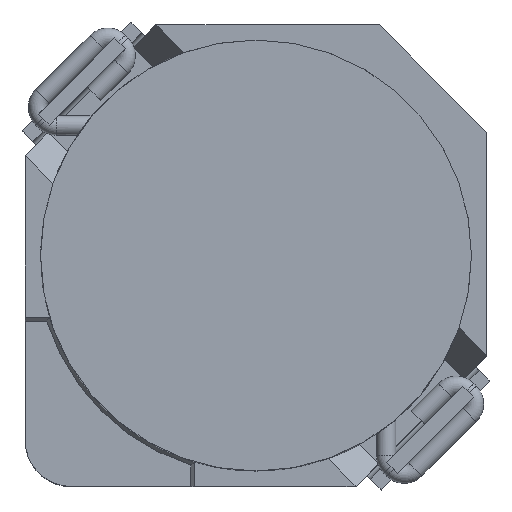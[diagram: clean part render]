
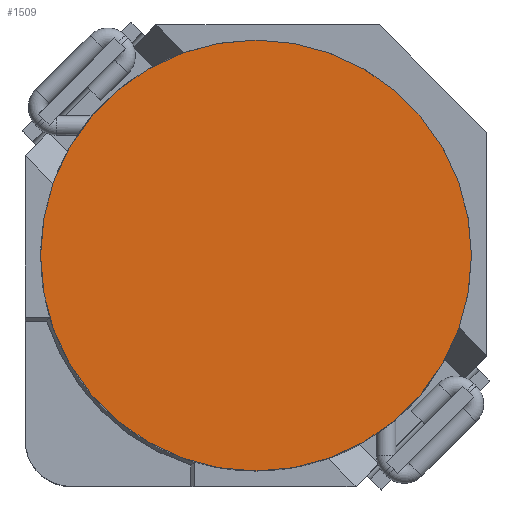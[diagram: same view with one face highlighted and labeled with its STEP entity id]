
A CAD part, top view. The second image highlights one B-rep face of the part: STEP entity #1509.
In plain terms, the highlighted planar face has unit normal (0, 0, 1).
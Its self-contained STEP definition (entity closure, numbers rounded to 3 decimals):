
#65=PLANE('',#1639);
#126=FACE_OUTER_BOUND('',#221,.T.);
#221=EDGE_LOOP('',(#1111));
#585=CIRCLE('',#1617,1.4);
#657=VERTEX_POINT('',#2274);
#802=EDGE_CURVE('',#657,#657,#585,.T.);
#1111=ORIENTED_EDGE('',*,*,#802,.T.);
#1509=ADVANCED_FACE('',(#126),#65,.T.);
#1617=AXIS2_PLACEMENT_3D('',#2276,#1803,#1804);
#1639=AXIS2_PLACEMENT_3D('',#2363,#1885,#1886);
#1803=DIRECTION('center_axis',(0.,0.,1.));
#1804=DIRECTION('ref_axis',(0.,-1.,0.));
#1885=DIRECTION('center_axis',(0.,0.,1.));
#1886=DIRECTION('ref_axis',(0.,-1.,0.));
#2274=CARTESIAN_POINT('',(0.,-1.118,2.059));
#2276=CARTESIAN_POINT('Origin',(0.,0.282,
2.059));
#2363=CARTESIAN_POINT('Origin',(0.,0.282,
2.059));
